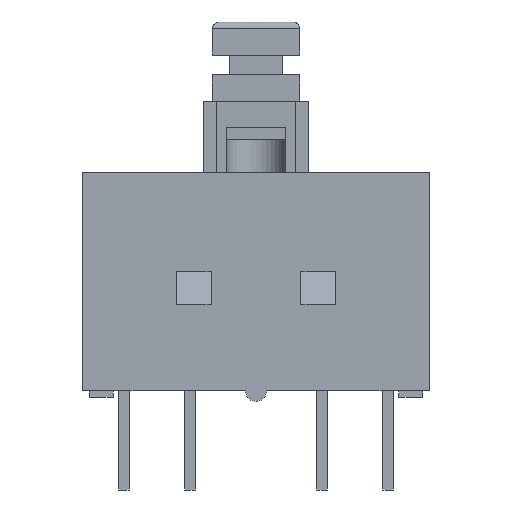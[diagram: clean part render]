
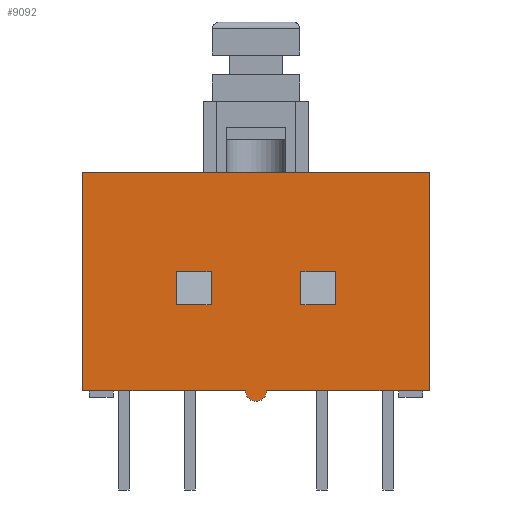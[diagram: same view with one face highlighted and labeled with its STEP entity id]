
A CAD part, front view. The second image highlights one B-rep face of the part: STEP entity #9092.
In plain terms, the highlighted planar face has unit normal (0, -1, 0).
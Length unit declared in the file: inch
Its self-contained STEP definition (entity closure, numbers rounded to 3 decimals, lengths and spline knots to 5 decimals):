
#2287=CARTESIAN_POINT('',(0.06693,-0.16732,-0.10912));
#2288=VERTEX_POINT('',#2287);
#2297=CARTESIAN_POINT('',(0.06693,-0.16732,-0.05991));
#2298=VERTEX_POINT('',#2297);
#2305=CARTESIAN_POINT('',(0.06693,-0.16732,-0.10912));
#2306=DIRECTION('',(0.0,0.0,1.0));
#2307=VECTOR('',#2306,0.04921);
#2308=LINE('',#2305,#2307);
#2309=EDGE_CURVE('',#2288,#2298,#2308,.T.);
#2501=CARTESIAN_POINT('',(0.11811,-0.16732,-0.05991));
#2502=VERTEX_POINT('',#2501);
#2509=CARTESIAN_POINT('',(0.06693,-0.16732,-0.05991));
#2510=DIRECTION('',(1.0,0.0,0.0));
#2511=VECTOR('',#2510,0.05118);
#2512=LINE('',#2509,#2511);
#2513=EDGE_CURVE('',#2298,#2502,#2512,.T.);
#3114=CARTESIAN_POINT('',(-0.06693,-0.16732,-0.10912));
#3115=VERTEX_POINT('',#3114);
#3122=CARTESIAN_POINT('',(-0.06693,-0.16732,-0.05991));
#3123=VERTEX_POINT('',#3122);
#3124=CARTESIAN_POINT('',(-0.06693,-0.16732,-0.05991));
#3125=DIRECTION('',(0.0,0.0,-1.0));
#3126=VECTOR('',#3125,0.04921);
#3127=LINE('',#3124,#3126);
#3128=EDGE_CURVE('',#3123,#3115,#3127,.T.);
#3144=CARTESIAN_POINT('',(-0.11811,-0.16732,-0.05991));
#3145=VERTEX_POINT('',#3144);
#3159=CARTESIAN_POINT('',(-0.11811,-0.16732,-0.05991));
#3160=DIRECTION('',(1.0,0.0,0.0));
#3161=VECTOR('',#3160,0.05118);
#3162=LINE('',#3159,#3161);
#3163=EDGE_CURVE('',#3145,#3123,#3162,.T.);
#3336=CARTESIAN_POINT('',(-0.25787,-0.16732,0.08773));
#3337=VERTEX_POINT('',#3336);
#3344=CARTESIAN_POINT('',(0.25787,-0.16732,0.08773));
#3345=VERTEX_POINT('',#3344);
#3346=CARTESIAN_POINT('',(0.25787,-0.16732,0.08773));
#3347=DIRECTION('',(-1.0,0.0,0.0));
#3348=VECTOR('',#3347,0.51575);
#3349=LINE('',#3346,#3348);
#3350=EDGE_CURVE('',#3345,#3337,#3349,.T.);
#3564=CARTESIAN_POINT('',(0.01575,-0.16732,-0.23708));
#3565=VERTEX_POINT('',#3564);
#3574=CARTESIAN_POINT('',(-0.01575,-0.16732,-0.23708));
#3575=VERTEX_POINT('',#3574);
#3576=CARTESIAN_POINT('',(0.0,-0.16732,-0.23708));
#3577=DIRECTION('',(0.0,1.0,0.0));
#3578=DIRECTION('',(1.0,0.0,0.0));
#3579=AXIS2_PLACEMENT_3D('',#3576,#3577,#3578);
#3580=CIRCLE('',#3579,0.01575);
#3581=EDGE_CURVE('',#3565,#3575,#3580,.T.);
#3685=CARTESIAN_POINT('',(-0.25787,-0.16732,-0.23708));
#3686=VERTEX_POINT('',#3685);
#3687=CARTESIAN_POINT('',(-0.25787,-0.16732,-0.23708));
#3688=DIRECTION('',(1.0,0.0,0.0));
#3689=VECTOR('',#3688,0.24213);
#3690=LINE('',#3687,#3689);
#3691=EDGE_CURVE('',#3686,#3575,#3690,.T.);
#4026=CARTESIAN_POINT('',(0.11811,-0.16732,-0.10912));
#4027=VERTEX_POINT('',#4026);
#4028=CARTESIAN_POINT('',(0.11811,-0.16732,-0.10912));
#4029=DIRECTION('',(-1.0,0.0,0.0));
#4030=VECTOR('',#4029,0.05118);
#4031=LINE('',#4028,#4030);
#4032=EDGE_CURVE('',#4027,#2288,#4031,.T.);
#4051=CARTESIAN_POINT('',(-0.11811,-0.16732,-0.10912));
#4052=VERTEX_POINT('',#4051);
#4059=CARTESIAN_POINT('',(-0.11811,-0.16732,-0.10912));
#4060=DIRECTION('',(1.0,0.0,0.0));
#4061=VECTOR('',#4060,0.05118);
#4062=LINE('',#4059,#4061);
#4063=EDGE_CURVE('',#4052,#3115,#4062,.T.);
#4075=CARTESIAN_POINT('',(-0.11811,-0.16732,-0.10912));
#4076=DIRECTION('',(0.0,0.0,1.0));
#4077=VECTOR('',#4076,0.04921);
#4078=LINE('',#4075,#4077);
#4079=EDGE_CURVE('',#4052,#3145,#4078,.T.);
#8875=CARTESIAN_POINT('',(0.11811,-0.16732,-0.10912));
#8876=DIRECTION('',(0.0,0.0,1.0));
#8877=VECTOR('',#8876,0.04921);
#8878=LINE('',#8875,#8877);
#8879=EDGE_CURVE('',#4027,#2502,#8878,.T.);
#9026=CARTESIAN_POINT('',(0.25787,-0.16732,-0.23708));
#9027=VERTEX_POINT('',#9026);
#9036=CARTESIAN_POINT('',(0.25787,-0.16732,-0.23708));
#9037=DIRECTION('',(0.0,0.0,1.0));
#9038=VECTOR('',#9037,0.3248);
#9039=LINE('',#9036,#9038);
#9040=EDGE_CURVE('',#9027,#3345,#9039,.T.);
#9051=CARTESIAN_POINT('',(-0.25787,-0.16732,-0.23708));
#9052=DIRECTION('',(0.0,0.0,1.0));
#9053=VECTOR('',#9052,0.3248);
#9054=LINE('',#9051,#9053);
#9055=EDGE_CURVE('',#3686,#3337,#9054,.T.);
#9062=CARTESIAN_POINT('',(0.28366,-0.16732,-0.26985));
#9063=DIRECTION('',(0.0,-1.0,0.0));
#9064=DIRECTION('',(0.0,0.0,-1.0));
#9065=AXIS2_PLACEMENT_3D('',#9062,#9063,#9064);
#9066=PLANE('',#9065);
#9067=ORIENTED_EDGE('',*,*,#9040,.T.);
#9068=ORIENTED_EDGE('',*,*,#3350,.T.);
#9069=ORIENTED_EDGE('',*,*,#9055,.F.);
#9070=ORIENTED_EDGE('',*,*,#3691,.T.);
#9071=ORIENTED_EDGE('',*,*,#3581,.F.);
#9072=CARTESIAN_POINT('',(0.01575,-0.16732,-0.23708));
#9073=DIRECTION('',(1.0,0.0,0.0));
#9074=VECTOR('',#9073,0.24213);
#9075=LINE('',#9072,#9074);
#9076=EDGE_CURVE('',#3565,#9027,#9075,.T.);
#9077=ORIENTED_EDGE('',*,*,#9076,.T.);
#9078=EDGE_LOOP('',(#9067,#9068,#9069,#9070,#9071,#9077));
#9079=FACE_OUTER_BOUND('',#9078,.T.);
#9080=ORIENTED_EDGE('',*,*,#4063,.F.);
#9081=ORIENTED_EDGE('',*,*,#4079,.T.);
#9082=ORIENTED_EDGE('',*,*,#3163,.T.);
#9083=ORIENTED_EDGE('',*,*,#3128,.T.);
#9084=EDGE_LOOP('',(#9080,#9081,#9082,#9083));
#9085=FACE_BOUND('',#9084,.T.);
#9086=ORIENTED_EDGE('',*,*,#2309,.T.);
#9087=ORIENTED_EDGE('',*,*,#2513,.T.);
#9088=ORIENTED_EDGE('',*,*,#8879,.F.);
#9089=ORIENTED_EDGE('',*,*,#4032,.T.);
#9090=EDGE_LOOP('',(#9086,#9087,#9088,#9089));
#9091=FACE_BOUND('',#9090,.T.);
#9092=ADVANCED_FACE('',(#9079,#9085,#9091),#9066,.T.);
